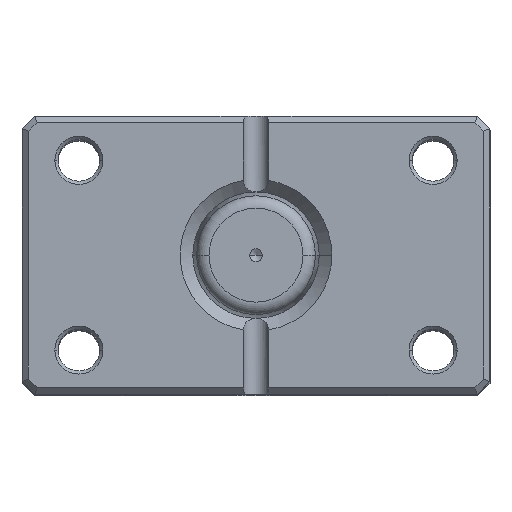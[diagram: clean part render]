
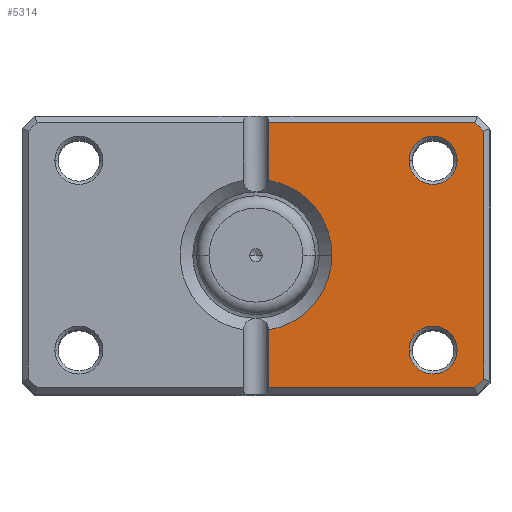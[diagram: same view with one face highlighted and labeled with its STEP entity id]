
A CAD part, top view. The second image highlights one B-rep face of the part: STEP entity #5314.
In plain terms, the highlighted face is planar.
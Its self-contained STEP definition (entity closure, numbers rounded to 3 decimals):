
#62 = DIRECTION ( 'NONE',  ( 0., 1., 0. ) ) ;
#176 = VERTEX_POINT ( 'NONE', #3488 ) ;
#184 = EDGE_CURVE ( 'NONE', #287, #4556, #5090, .T. ) ;
#223 = DIRECTION ( 'NONE',  ( 0., 0., 1. ) ) ;
#287 = VERTEX_POINT ( 'NONE', #2006 ) ;
#422 = AXIS2_PLACEMENT_3D ( 'NONE', #5754, #2674, #6227 ) ;
#525 = EDGE_CURVE ( 'NONE', #3388, #176, #5729, .T. ) ;
#704 = CARTESIAN_POINT ( 'NONE',  ( -28., -15., 0. ) ) ;
#739 = VERTEX_POINT ( 'NONE', #3398 ) ;
#774 = AXIS2_PLACEMENT_3D ( 'NONE', #3022, #223, #3556 ) ;
#782 = ORIENTED_EDGE ( 'NONE', *, *, #1413, .T. ) ;
#783 = CARTESIAN_POINT ( 'NONE',  ( -2., 11.832, 0. ) ) ;
#822 = VERTEX_POINT ( 'NONE', #3168 ) ;
#825 = CARTESIAN_POINT ( 'NONE',  ( -36., 0., 0. ) ) ;
#881 = CARTESIAN_POINT ( 'NONE',  ( 0., 0., 0. ) ) ;
#886 = CARTESIAN_POINT ( 'NONE',  ( -28., 15., 0. ) ) ;
#933 = ORIENTED_EDGE ( 'NONE', *, *, #525, .T. ) ;
#965 = DIRECTION ( 'NONE',  ( 1., 0., 0. ) ) ;
#1081 = FACE_BOUND ( 'NONE', #2708, .T. ) ;
#1162 = DIRECTION ( 'NONE',  ( 1., 0., 0. ) ) ;
#1245 = VERTEX_POINT ( 'NONE', #3886 ) ;
#1247 = VECTOR ( 'NONE', #3376, 1000. ) ;
#1265 = LINE ( 'NONE', #825, #3557 ) ;
#1266 = DIRECTION ( 'NONE',  ( 0.707, 0.707, 0. ) ) ;
#1341 = DIRECTION ( 'NONE',  ( 1., 0., 0. ) ) ;
#1397 = LINE ( 'NONE', #3345, #1247 ) ;
#1402 = EDGE_CURVE ( 'NONE', #4878, #3027, #2361, .T. ) ;
#1413 = EDGE_CURVE ( 'NONE', #1245, #3688, #1265, .T. ) ;
#1440 = DIRECTION ( 'NONE',  ( 0., 0., 1. ) ) ;
#1602 = EDGE_LOOP ( 'NONE', ( #2609, #3529 ) ) ;
#1738 = AXIS2_PLACEMENT_3D ( 'NONE', #881, #1440, #965 ) ;
#1809 = DIRECTION ( 'NONE',  ( 1., 0., 0. ) ) ;
#1841 = ORIENTED_EDGE ( 'NONE', *, *, #5396, .T. ) ;
#1857 = ORIENTED_EDGE ( 'NONE', *, *, #184, .T. ) ;
#1881 = CARTESIAN_POINT ( 'NONE',  ( -2., 21., 0. ) ) ;
#1892 = CIRCLE ( 'NONE', #422, 3.8 ) ;
#2006 = CARTESIAN_POINT ( 'NONE',  ( -24.2, 15., 0. ) ) ;
#2109 = VERTEX_POINT ( 'NONE', #5091 ) ;
#2154 = CIRCLE ( 'NONE', #774, 12. ) ;
#2168 = LINE ( 'NONE', #4710, #6051 ) ;
#2210 = EDGE_CURVE ( 'NONE', #2469, #4878, #1397, .T. ) ;
#2260 = CARTESIAN_POINT ( 'NONE',  ( 0., 21., 0. ) ) ;
#2298 = VERTEX_POINT ( 'NONE', #5967 ) ;
#2316 = FACE_OUTER_BOUND ( 'NONE', #3046, .T. ) ;
#2361 = CIRCLE ( 'NONE', #1738, 12. ) ;
#2463 = LINE ( 'NONE', #3179, #2686 ) ;
#2469 = VERTEX_POINT ( 'NONE', #1881 ) ;
#2531 = PLANE ( 'NONE',  #5309 ) ;
#2609 = ORIENTED_EDGE ( 'NONE', *, *, #5857, .T. ) ;
#2674 = DIRECTION ( 'NONE',  ( 0., 0., 1. ) ) ;
#2686 = VECTOR ( 'NONE', #1266, 1000. ) ;
#2708 = EDGE_LOOP ( 'NONE', ( #4095, #1857 ) ) ;
#2809 = ORIENTED_EDGE ( 'NONE', *, *, #1402, .T. ) ;
#2859 = LINE ( 'NONE', #2260, #5455 ) ;
#2935 = CARTESIAN_POINT ( 'NONE',  ( -28., 15., 0. ) ) ;
#3022 = CARTESIAN_POINT ( 'NONE',  ( 0., 0., 0. ) ) ;
#3027 = VERTEX_POINT ( 'NONE', #3100 ) ;
#3046 = EDGE_LOOP ( 'NONE', ( #4904, #2809, #4478, #1841, #933, #6138, #782, #3836, #5744 ) ) ;
#3053 = DIRECTION ( 'NONE',  ( 1., 0., 0. ) ) ;
#3068 = DIRECTION ( 'NONE',  ( 1., 0., 0. ) ) ;
#3100 = CARTESIAN_POINT ( 'NONE',  ( -12., 0., 0. ) ) ;
#3109 = EDGE_CURVE ( 'NONE', #822, #2109, #1892, .T. ) ;
#3160 = CARTESIAN_POINT ( 'NONE',  ( -2., 22., 0. ) ) ;
#3168 = CARTESIAN_POINT ( 'NONE',  ( -24.2, -15., 0. ) ) ;
#3179 = CARTESIAN_POINT ( 'NONE',  ( -27.793, 27.793, 0. ) ) ;
#3345 = CARTESIAN_POINT ( 'NONE',  ( -2., 22., 0. ) ) ;
#3376 = DIRECTION ( 'NONE',  ( 0., -1., 0. ) ) ;
#3388 = VERTEX_POINT ( 'NONE', #4687 ) ;
#3398 = CARTESIAN_POINT ( 'NONE',  ( -34.586, 21., 0. ) ) ;
#3488 = CARTESIAN_POINT ( 'NONE',  ( -34.586, -21., 0. ) ) ;
#3529 = ORIENTED_EDGE ( 'NONE', *, *, #3109, .T. ) ;
#3556 = DIRECTION ( 'NONE',  ( 1., 0., 0. ) ) ;
#3557 = VECTOR ( 'NONE', #62, 1000. ) ;
#3688 = VERTEX_POINT ( 'NONE', #4978 ) ;
#3710 = DIRECTION ( 'NONE',  ( -0.707, 0.707, 0. ) ) ;
#3757 = DIRECTION ( 'NONE',  ( 0., 0., 1. ) ) ;
#3798 = EDGE_CURVE ( 'NONE', #3027, #2298, #2154, .T. ) ;
#3836 = ORIENTED_EDGE ( 'NONE', *, *, #3950, .T. ) ;
#3886 = CARTESIAN_POINT ( 'NONE',  ( -36., -19.586, 0. ) ) ;
#3950 = EDGE_CURVE ( 'NONE', #3688, #739, #2463, .T. ) ;
#4095 = ORIENTED_EDGE ( 'NONE', *, *, #6128, .T. ) ;
#4110 = DIRECTION ( 'NONE',  ( 0., 0., 1. ) ) ;
#4309 = DIRECTION ( 'NONE',  ( 0., 0., 1. ) ) ;
#4337 = VECTOR ( 'NONE', #6191, 1000. ) ;
#4367 = VECTOR ( 'NONE', #4933, 1000. ) ;
#4372 = CARTESIAN_POINT ( 'NONE',  ( -31.8, 15., 0. ) ) ;
#4478 = ORIENTED_EDGE ( 'NONE', *, *, #3798, .T. ) ;
#4556 = VERTEX_POINT ( 'NONE', #4372 ) ;
#4687 = CARTESIAN_POINT ( 'NONE',  ( -2., -21., 0. ) ) ;
#4710 = CARTESIAN_POINT ( 'NONE',  ( -27.793, -27.793, 0. ) ) ;
#4878 = VERTEX_POINT ( 'NONE', #783 ) ;
#4904 = ORIENTED_EDGE ( 'NONE', *, *, #2210, .T. ) ;
#4933 = DIRECTION ( 'NONE',  ( -1., 0., 0. ) ) ;
#4978 = CARTESIAN_POINT ( 'NONE',  ( -36., 19.586, 0. ) ) ;
#5090 = CIRCLE ( 'NONE', #5501, 3.8 ) ;
#5091 = CARTESIAN_POINT ( 'NONE',  ( -31.8, -15., 0. ) ) ;
#5100 = CARTESIAN_POINT ( 'NONE',  ( 0., 0., 0. ) ) ;
#5255 = CARTESIAN_POINT ( 'NONE',  ( 0., -21., 0. ) ) ;
#5309 = AXIS2_PLACEMENT_3D ( 'NONE', #5100, #6099, #3053 ) ;
#5314 = ADVANCED_FACE ( 'NONE', ( #6189, #1081, #2316 ), #2531, .F. ) ;
#5347 = AXIS2_PLACEMENT_3D ( 'NONE', #886, #4309, #1341 ) ;
#5396 = EDGE_CURVE ( 'NONE', #2298, #3388, #5694, .T. ) ;
#5455 = VECTOR ( 'NONE', #1809, 1000. ) ;
#5501 = AXIS2_PLACEMENT_3D ( 'NONE', #2935, #3757, #3068 ) ;
#5603 = CIRCLE ( 'NONE', #5347, 3.8 ) ;
#5694 = LINE ( 'NONE', #3160, #4337 ) ;
#5729 = LINE ( 'NONE', #5255, #4367 ) ;
#5744 = ORIENTED_EDGE ( 'NONE', *, *, #6164, .T. ) ;
#5754 = CARTESIAN_POINT ( 'NONE',  ( -28., -15., 0. ) ) ;
#5857 = EDGE_CURVE ( 'NONE', #2109, #822, #5985, .T. ) ;
#5967 = CARTESIAN_POINT ( 'NONE',  ( -2., -11.832, 0. ) ) ;
#5985 = CIRCLE ( 'NONE', #6124, 3.8 ) ;
#6012 = EDGE_CURVE ( 'NONE', #176, #1245, #2168, .T. ) ;
#6051 = VECTOR ( 'NONE', #3710, 1000. ) ;
#6099 = DIRECTION ( 'NONE',  ( 0., 0., 1. ) ) ;
#6124 = AXIS2_PLACEMENT_3D ( 'NONE', #704, #4110, #1162 ) ;
#6128 = EDGE_CURVE ( 'NONE', #4556, #287, #5603, .T. ) ;
#6138 = ORIENTED_EDGE ( 'NONE', *, *, #6012, .T. ) ;
#6164 = EDGE_CURVE ( 'NONE', #739, #2469, #2859, .T. ) ;
#6189 = FACE_BOUND ( 'NONE', #1602, .T. ) ;
#6191 = DIRECTION ( 'NONE',  ( 0., -1., 0. ) ) ;
#6227 = DIRECTION ( 'NONE',  ( 1., 0., 0. ) ) ;
